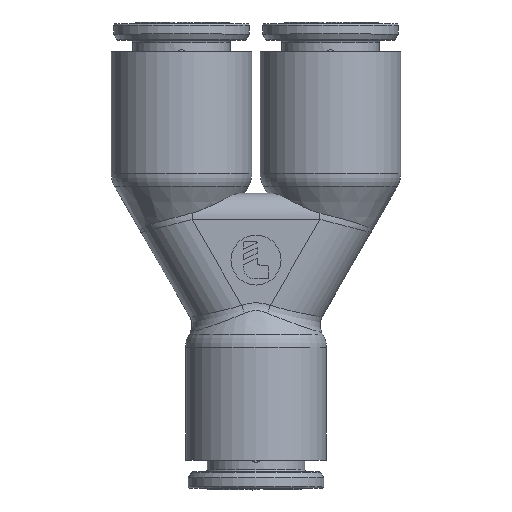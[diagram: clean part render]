
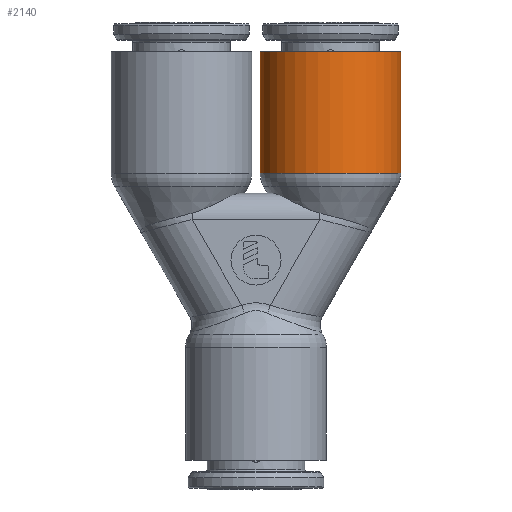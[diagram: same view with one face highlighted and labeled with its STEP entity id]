
A CAD part, top view. The second image highlights one B-rep face of the part: STEP entity #2140.
In plain terms, the highlighted cylindrical face has radius 6.75 mm (diameter 13.5 mm), a partial arc.
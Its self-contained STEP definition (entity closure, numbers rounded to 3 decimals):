
#2140=ADVANCED_FACE('',(#6057),#6058,.T.);
#6057=FACE_OUTER_BOUND('',#15784,.T.);
#6058=CYLINDRICAL_SURFACE('',#15785,6.75);
#15784=EDGE_LOOP('',(#32815,#32816,#32817,#32818));
#15785=AXIS2_PLACEMENT_3D('',#32819,#32820,#32821);
#32815=ORIENTED_EDGE('',*,*,#39030,.T.);
#32816=ORIENTED_EDGE('',*,*,#39031,.F.);
#32817=ORIENTED_EDGE('',*,*,#39029,.F.);
#32818=ORIENTED_EDGE('',*,*,#39032,.T.);
#32819=CARTESIAN_POINT('',(7.15,21.202,0.0));
#32820=DIRECTION('',(0.0,1.0,0.0));
#32821=DIRECTION('',(-1.0,0.0,0.0));
#39029=EDGE_CURVE('',#47415,#47413,#47417,.T.);
#39030=EDGE_CURVE('',#47418,#47419,#47420,.T.);
#39031=EDGE_CURVE('',#47413,#47419,#47421,.T.);
#39032=EDGE_CURVE('',#47415,#47418,#47422,.T.);
#47413=VERTEX_POINT('',#63108);
#47415=VERTEX_POINT('',#63110);
#47417=CIRCLE('',#63112,6.75);
#47418=VERTEX_POINT('',#63113);
#47419=VERTEX_POINT('',#63114);
#47420=CIRCLE('',#63115,6.75);
#47421=LINE('',#63116,#63117);
#47422=LINE('',#63118,#63119);
#63108=CARTESIAN_POINT('',(0.4,8.32,0.0));
#63110=CARTESIAN_POINT('',(13.9,8.32,0.0));
#63112=AXIS2_PLACEMENT_3D('',#70334,#70335,#70336);
#63113=CARTESIAN_POINT('',(13.9,20.0,0.0));
#63114=CARTESIAN_POINT('',(0.4,20.0,0.0));
#63115=AXIS2_PLACEMENT_3D('',#70337,#70338,#70339);
#63116=CARTESIAN_POINT('',(0.4,8.32,0.0));
#63117=VECTOR('',#70340,11.68);
#63118=CARTESIAN_POINT('',(13.9,8.32,0.0));
#63119=VECTOR('',#70341,11.68);
#70334=CARTESIAN_POINT('',(7.15,8.32,0.0));
#70335=DIRECTION('',(0.0,-1.0,0.0));
#70336=DIRECTION('',(1.0,0.0,0.0));
#70337=CARTESIAN_POINT('',(7.15,20.0,0.0));
#70338=DIRECTION('',(0.0,-1.0,0.0));
#70339=DIRECTION('',(1.0,0.0,0.0));
#70340=DIRECTION('',(0.0,1.0,0.0));
#70341=DIRECTION('',(0.0,1.0,0.0));
